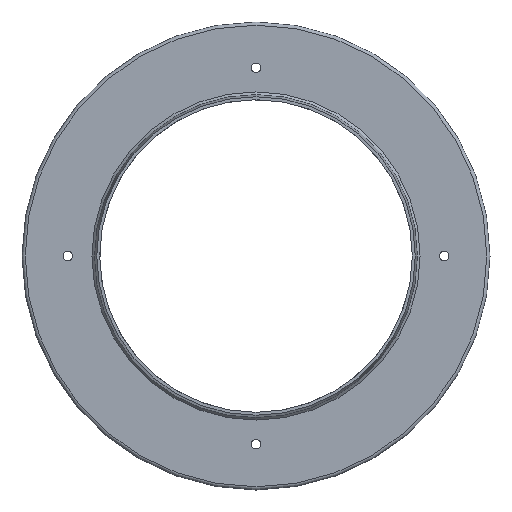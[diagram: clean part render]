
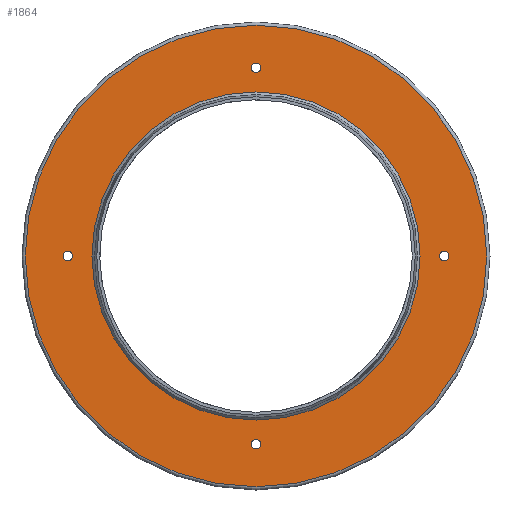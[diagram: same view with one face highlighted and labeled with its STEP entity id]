
A CAD part, front view. The second image highlights one B-rep face of the part: STEP entity #1864.
In plain terms, the highlighted planar face has unit normal (0, -1, 0).
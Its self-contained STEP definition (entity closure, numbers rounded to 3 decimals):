
#15=FACE_BOUND('',#449,.T.);
#16=FACE_BOUND('',#450,.T.);
#17=FACE_BOUND('',#451,.T.);
#18=FACE_BOUND('',#452,.T.);
#19=FACE_BOUND('',#453,.T.);
#46=PLANE('',#2064);
#328=FACE_OUTER_BOUND('',#448,.T.);
#448=EDGE_LOOP('',(#1673));
#449=EDGE_LOOP('',(#1674));
#450=EDGE_LOOP('',(#1675));
#451=EDGE_LOOP('',(#1676));
#452=EDGE_LOOP('',(#1677));
#453=EDGE_LOOP('',(#1678));
#561=CIRCLE('',#2047,8.75);
#563=CIRCLE('',#2050,8.75);
#565=CIRCLE('',#2053,8.75);
#567=CIRCLE('',#2056,8.75);
#571=CIRCLE('',#2063,305.);
#572=CIRCLE('',#2065,429.);
#840=VERTEX_POINT('',#5026);
#842=VERTEX_POINT('',#5032);
#844=VERTEX_POINT('',#5038);
#846=VERTEX_POINT('',#5044);
#850=VERTEX_POINT('',#5058);
#851=VERTEX_POINT('',#5062);
#1113=EDGE_CURVE('',#840,#840,#561,.T.);
#1116=EDGE_CURVE('',#842,#842,#563,.T.);
#1119=EDGE_CURVE('',#844,#844,#565,.T.);
#1122=EDGE_CURVE('',#846,#846,#567,.T.);
#1128=EDGE_CURVE('',#850,#850,#571,.T.);
#1130=EDGE_CURVE('',#851,#851,#572,.T.);
#1673=ORIENTED_EDGE('',*,*,#1130,.F.);
#1674=ORIENTED_EDGE('',*,*,#1113,.T.);
#1675=ORIENTED_EDGE('',*,*,#1116,.T.);
#1676=ORIENTED_EDGE('',*,*,#1119,.T.);
#1677=ORIENTED_EDGE('',*,*,#1122,.T.);
#1678=ORIENTED_EDGE('',*,*,#1128,.T.);
#1864=ADVANCED_FACE('',(#328,#15,#16,#17,#18,#19),#46,.T.);
#2047=AXIS2_PLACEMENT_3D('',#5028,#2436,#2437);
#2050=AXIS2_PLACEMENT_3D('',#5034,#2443,#2444);
#2053=AXIS2_PLACEMENT_3D('',#5040,#2450,#2451);
#2056=AXIS2_PLACEMENT_3D('',#5046,#2457,#2458);
#2063=AXIS2_PLACEMENT_3D('',#5059,#2473,#2474);
#2064=AXIS2_PLACEMENT_3D('',#5061,#2476,#2477);
#2065=AXIS2_PLACEMENT_3D('',#5063,#2478,#2479);
#2436=DIRECTION('center_axis',(0.,1.,0.));
#2437=DIRECTION('ref_axis',(0.,0.,1.));
#2443=DIRECTION('center_axis',(0.,1.,0.));
#2444=DIRECTION('ref_axis',(-1.,0.,0.));
#2450=DIRECTION('center_axis',(0.,1.,0.));
#2451=DIRECTION('ref_axis',(0.,0.,-1.));
#2457=DIRECTION('center_axis',(0.,1.,0.));
#2458=DIRECTION('ref_axis',(1.,0.,0.));
#2473=DIRECTION('center_axis',(0.,1.,0.));
#2474=DIRECTION('ref_axis',(1.,0.,0.));
#2476=DIRECTION('center_axis',(0.,-1.,0.));
#2477=DIRECTION('ref_axis',(0.,0.,-1.));
#2478=DIRECTION('center_axis',(0.,1.,0.));
#2479=DIRECTION('ref_axis',(1.,0.,0.));
#5026=CARTESIAN_POINT('',(0.,430.,-358.75));
#5028=CARTESIAN_POINT('Origin',(0.,430.,-350.));
#5032=CARTESIAN_POINT('',(358.75,430.,0.));
#5034=CARTESIAN_POINT('Origin',(350.,430.,0.));
#5038=CARTESIAN_POINT('',(0.,430.,358.75));
#5040=CARTESIAN_POINT('Origin',(0.,430.,350.));
#5044=CARTESIAN_POINT('',(-358.75,430.,0.));
#5046=CARTESIAN_POINT('Origin',(-350.,430.,0.));
#5058=CARTESIAN_POINT('',(305.,430.,0.));
#5059=CARTESIAN_POINT('Origin',(0.,430.,0.));
#5061=CARTESIAN_POINT('Origin',(-429.,430.,0.));
#5062=CARTESIAN_POINT('',(0.,430.,-429.));
#5063=CARTESIAN_POINT('Origin',(0.,430.,0.));
